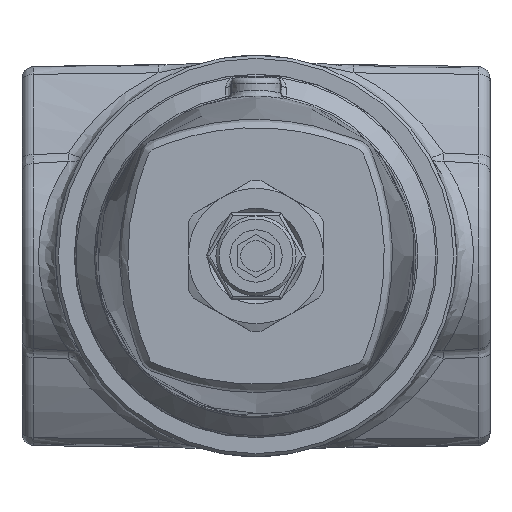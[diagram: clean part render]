
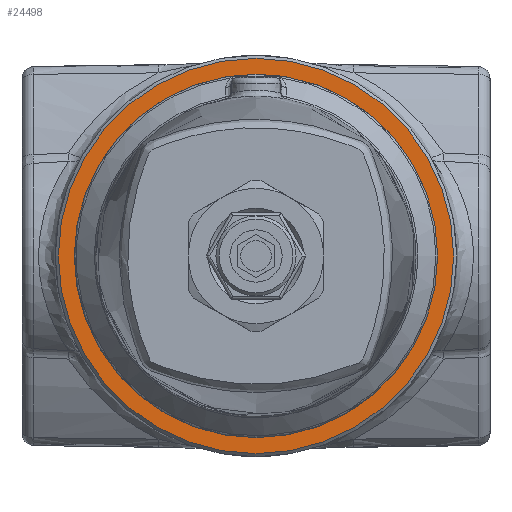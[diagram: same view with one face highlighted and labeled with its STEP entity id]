
A CAD part, front view. The second image highlights one B-rep face of the part: STEP entity #24498.
In plain terms, the highlighted planar face has unit normal (0, -1, 0).
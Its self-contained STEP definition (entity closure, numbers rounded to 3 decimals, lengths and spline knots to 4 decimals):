
#4305=FACE_BOUND('',#6410,.T.);
#4833=FACE_OUTER_BOUND('',#6409,.T.);
#6409=EDGE_LOOP('',(#16692));
#6410=EDGE_LOOP('',(#16693));
#7838=CIRCLE('',#25871,1.1516);
#8049=CIRCLE('',#26175,1.2638);
#9299=VERTEX_POINT('',#36570);
#9642=VERTEX_POINT('',#56852);
#11684=EDGE_CURVE('',#9299,#9299,#7838,.T.);
#12250=EDGE_CURVE('',#9642,#9642,#8049,.T.);
#16692=ORIENTED_EDGE('',*,*,#12250,.F.);
#16693=ORIENTED_EDGE('',*,*,#11684,.F.);
#22312=PLANE('',#26174);
#24498=ADVANCED_FACE('',(#4833,#4305),#22312,.F.);
#25871=AXIS2_PLACEMENT_3D('',#36571,#28653,#28654);
#26174=AXIS2_PLACEMENT_3D('',#56851,#29306,#29307);
#26175=AXIS2_PLACEMENT_3D('',#56853,#29308,#29309);
#28653=DIRECTION('center_axis',(0.,-1.,0.));
#28654=DIRECTION('ref_axis',(-1.,0.,0.));
#29306=DIRECTION('center_axis',(0.,1.,0.));
#29307=DIRECTION('ref_axis',(0.,0.,-1.));
#29308=DIRECTION('center_axis',(0.,1.,0.));
#29309=DIRECTION('ref_axis',(0.,0.,
1.));
#36570=CARTESIAN_POINT('',(1.1516,0.0295,0.));
#36571=CARTESIAN_POINT('Origin',(0.,0.0295,
0.));
#56851=CARTESIAN_POINT('Origin',(-1.1811,0.0295,0.));
#56852=CARTESIAN_POINT('',(0.,0.0295,-1.2638));
#56853=CARTESIAN_POINT('Origin',(0.,0.0295,
0.));
